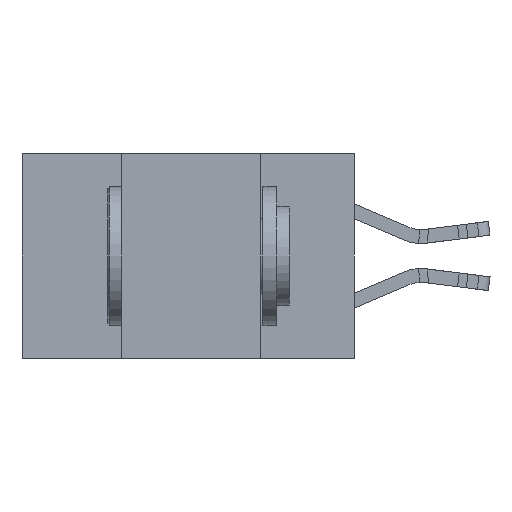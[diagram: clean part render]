
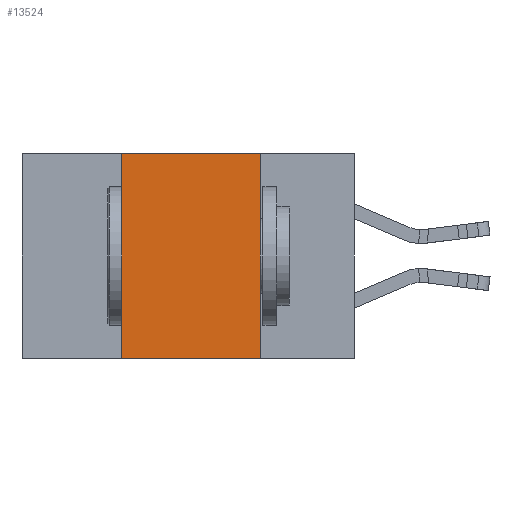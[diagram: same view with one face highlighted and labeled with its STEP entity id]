
A CAD part, left-side view. The second image highlights one B-rep face of the part: STEP entity #13524.
In plain terms, the highlighted planar face has unit normal (-1, 0, 0).
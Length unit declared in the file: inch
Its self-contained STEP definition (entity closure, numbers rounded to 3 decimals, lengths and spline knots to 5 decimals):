
#566 = CARTESIAN_POINT ( 'NONE',  ( 0., 0.42, -0.37 ) ) ;
#872 = VECTOR ( 'NONE', #16170, 39.37008 ) ;
#1279 = VECTOR ( 'NONE', #5669, 39.37008 ) ;
#2846 = EDGE_LOOP ( 'NONE', ( #6671, #30497, #5003, #28788 ) ) ;
#3038 = EDGE_CURVE ( 'NONE', #3995, #27092, #27943, .T. ) ;
#3995 = VERTEX_POINT ( 'NONE', #566 ) ;
#4308 = CARTESIAN_POINT ( 'NONE',  ( 0., 0.17, 0. ) ) ;
#5003 = ORIENTED_EDGE ( 'NONE', *, *, #3038, .F. ) ;
#5143 = EDGE_CURVE ( 'NONE', #5620, #20884, #11378, .T. ) ;
#5620 = VERTEX_POINT ( 'NONE', #13719 ) ;
#5669 = DIRECTION ( 'NONE',  ( 0., 0., 1. ) ) ;
#6075 = EDGE_CURVE ( 'NONE', #3995, #20884, #18034, .T. ) ;
#6671 = ORIENTED_EDGE ( 'NONE', *, *, #5143, .F. ) ;
#10899 = CARTESIAN_POINT ( 'NONE',  ( 0., 0.42, 0. ) ) ;
#11378 = LINE ( 'NONE', #4308, #872 ) ;
#13524 = ADVANCED_FACE ( 'NONE', ( #24131 ), #30500, .F. ) ;
#13719 = CARTESIAN_POINT ( 'NONE',  ( 0., 0.17, 0. ) ) ;
#14591 = DIRECTION ( 'NONE',  ( 0., -1., 0. ) ) ;
#15826 = VECTOR ( 'NONE', #20746, 39.37008 ) ;
#16170 = DIRECTION ( 'NONE',  ( 0., 0., -1. ) ) ;
#17111 = AXIS2_PLACEMENT_3D ( 'NONE', #25988, #25880, #20826 ) ;
#17722 = CARTESIAN_POINT ( 'NONE',  ( 0., 0.42, 0. ) ) ;
#18034 = LINE ( 'NONE', #19189, #21819 ) ;
#19189 = CARTESIAN_POINT ( 'NONE',  ( 0., 0.6, -0.37 ) ) ;
#20746 = DIRECTION ( 'NONE',  ( 0., -1., 0. ) ) ;
#20792 = CARTESIAN_POINT ( 'NONE',  ( 0., 0.17, -0.37 ) ) ;
#20826 = DIRECTION ( 'NONE',  ( 0., 0., -1. ) ) ;
#20884 = VERTEX_POINT ( 'NONE', #20792 ) ;
#21819 = VECTOR ( 'NONE', #14591, 39.37008 ) ;
#24131 = FACE_OUTER_BOUND ( 'NONE', #2846, .T. ) ;
#25880 = DIRECTION ( 'NONE',  ( 1., 0., 0. ) ) ;
#25988 = CARTESIAN_POINT ( 'NONE',  ( 0., 0.6, 0. ) ) ;
#27092 = VERTEX_POINT ( 'NONE', #10899 ) ;
#27902 = CARTESIAN_POINT ( 'NONE',  ( 0., 0.6, 0. ) ) ;
#27943 = LINE ( 'NONE', #17722, #1279 ) ;
#28608 = LINE ( 'NONE', #27902, #15826 ) ;
#28740 = EDGE_CURVE ( 'NONE', #27092, #5620, #28608, .T. ) ;
#28788 = ORIENTED_EDGE ( 'NONE', *, *, #6075, .T. ) ;
#30497 = ORIENTED_EDGE ( 'NONE', *, *, #28740, .F. ) ;
#30500 = PLANE ( 'NONE',  #17111 ) ;
